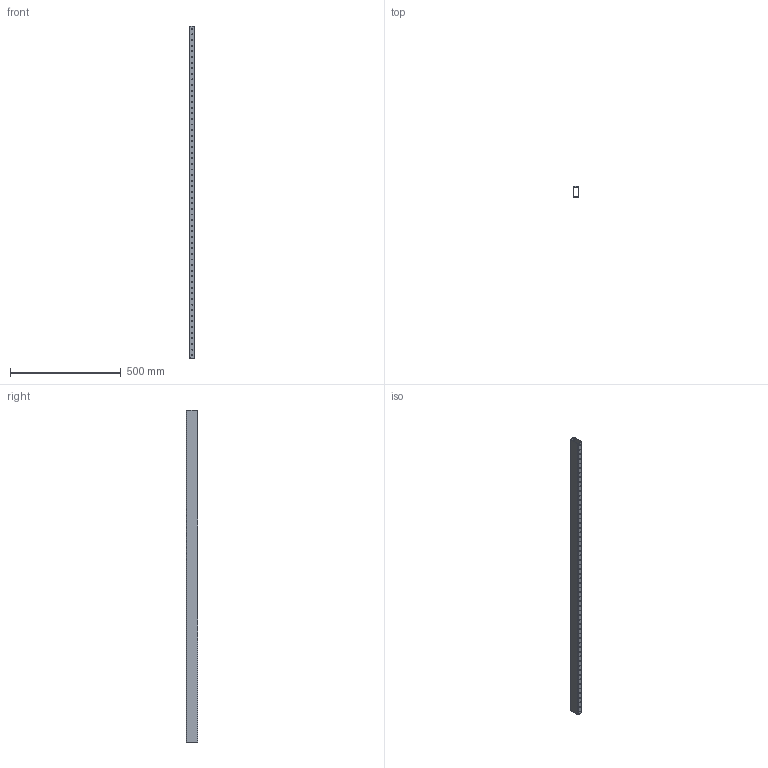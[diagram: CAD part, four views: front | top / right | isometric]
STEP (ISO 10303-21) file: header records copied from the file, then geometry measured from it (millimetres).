
FILE_DESCRIPTION (( 'STEP AP214' ), '1' );
FILE_NAME ('217-4819-STEP-20151021.STEP', '2015-10-21T16:17:30', ( '' ), ( '' ), 'SwSTEP 2.0', 'SolidWorks 2015', '' );
FILE_SCHEMA (( 'AUTOMOTIVE_DESIGN' ));
Length unit declared in the file: inch
Products named in the file (1): 217-4819-STEP-20151021
Bounding box: 25.4 x 50.8 x 1498.6 mm (x, y, z)
Volume: 529415.8 mm3; surface area: 419933.5 mm2
Topology: 1 solids, 1 shells, 254 faces, 756 edges, 504 vertices
Faces by surface type: cylinder 244, plane 10
Entity records: 9344 total; most frequent: DIRECTION 1754, CARTESIAN_POINT 1515, ORIENTED_EDGE 1512, EDGE_CURVE 756, AXIS2_PLACEMENT_3D 743, VERTEX_POINT 504, EDGE_LOOP 492, CIRCLE 488
